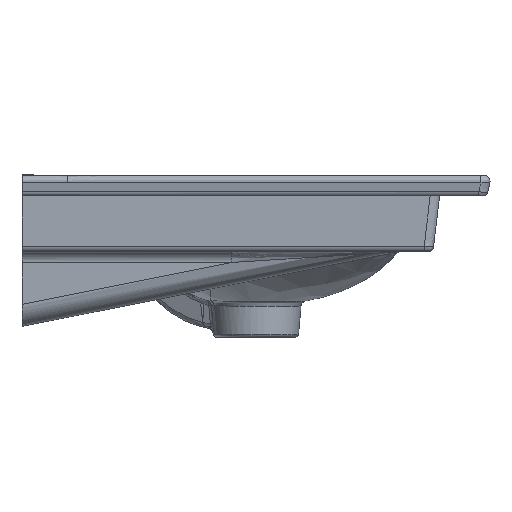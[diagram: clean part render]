
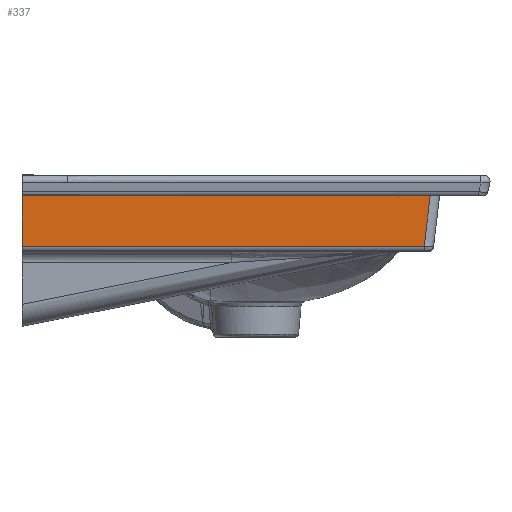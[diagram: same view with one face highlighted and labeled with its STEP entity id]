
A CAD part, left-side view. The second image highlights one B-rep face of the part: STEP entity #337.
In plain terms, the highlighted planar face has unit normal (-1, 0, -0.029).
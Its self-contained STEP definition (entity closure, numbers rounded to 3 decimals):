
#126=PLANE('',#2399);
#337=ADVANCED_FACE('',(#508),#126,.T.);
#508=FACE_OUTER_BOUND('',#651,.T.);
#651=EDGE_LOOP('',(#1050,#1051,#1052,#1053));
#1050=ORIENTED_EDGE('',*,*,#1900,.F.);
#1051=ORIENTED_EDGE('',*,*,#1901,.F.);
#1052=ORIENTED_EDGE('',*,*,#1886,.T.);
#1053=ORIENTED_EDGE('',*,*,#1760,.T.);
#1518=VERTEX_POINT('',#3288);
#1519=VERTEX_POINT('',#3293);
#1597=VERTEX_POINT('',#11855);
#1604=VERTEX_POINT('',#12374);
#1760=EDGE_CURVE('',#1519,#1518,#2137,.T.);
#1886=EDGE_CURVE('',#1597,#1519,#2225,.T.);
#1900=EDGE_CURVE('',#1604,#1518,#2235,.T.);
#1901=EDGE_CURVE('',#1597,#1604,#2236,.T.);
#2137=B_SPLINE_CURVE_WITH_KNOTS('',3,(#3289,#3290,#3291,#3292),
 .UNSPECIFIED.,.F.,.F.,(4,4),(0.,1.),.UNSPECIFIED.);
#2225=B_SPLINE_CURVE_WITH_KNOTS('',3,(#11856,#11857,#11858,#11859),
 .UNSPECIFIED.,.F.,.F.,(4,4),(0.,1.),.UNSPECIFIED.);
#2235=B_SPLINE_CURVE_WITH_KNOTS('',3,(#12370,#12371,#12372,#12373),
 .UNSPECIFIED.,.F.,.F.,(4,4),(0.,1.),.UNSPECIFIED.);
#2236=B_SPLINE_CURVE_WITH_KNOTS('',1,(#12375,#12376),.UNSPECIFIED.,.F.,
 .F.,(2,2),(0.,1.),.UNSPECIFIED.);
#2399=AXIS2_PLACEMENT_3D('',#12377,#2456,#2457);
#2456=DIRECTION('',(-1.,0.,-0.029));
#2457=DIRECTION('',(-0.029,0.,1.));
#3288=CARTESIAN_POINT('',(-207.091,0.,-63.145));
#3289=CARTESIAN_POINT('',(-208.41,0.,-17.826));
#3290=CARTESIAN_POINT('',(-207.97,0.,-32.932));
#3291=CARTESIAN_POINT('',(-207.531,0.,-48.039));
#3292=CARTESIAN_POINT('',(-207.091,0.,-63.145));
#3293=CARTESIAN_POINT('',(-208.41,0.,-17.826));
#11855=CARTESIAN_POINT('',(-208.41,-366.368,-17.826));
#11856=CARTESIAN_POINT('',(-208.41,-366.368,-17.826));
#11857=CARTESIAN_POINT('',(-208.41,-244.245,-17.826));
#11858=CARTESIAN_POINT('',(-208.41,-122.123,-17.826));
#11859=CARTESIAN_POINT('',(-208.41,0.,-17.826));
#12370=CARTESIAN_POINT('',(-207.091,-361.018,-63.145));
#12371=CARTESIAN_POINT('',(-207.091,-240.679,-63.145));
#12372=CARTESIAN_POINT('',(-207.091,-120.339,-63.145));
#12373=CARTESIAN_POINT('',(-207.091,0.,-63.145));
#12374=CARTESIAN_POINT('',(-207.091,-361.018,-63.145));
#12375=CARTESIAN_POINT('',(-208.41,-366.368,-17.826));
#12376=CARTESIAN_POINT('',(-207.091,-361.018,-63.145));
#12377=CARTESIAN_POINT('',(-207.494,8.4,-49.321));
